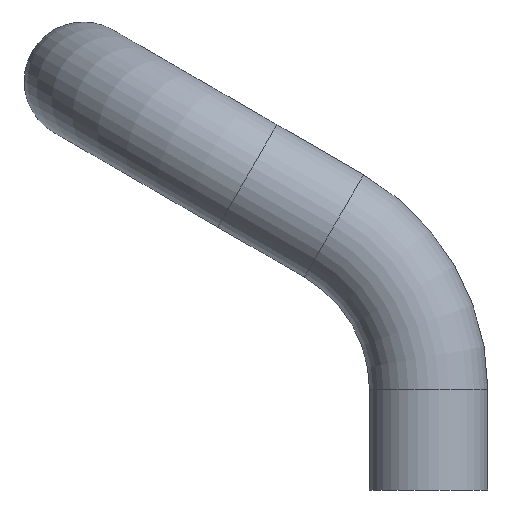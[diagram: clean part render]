
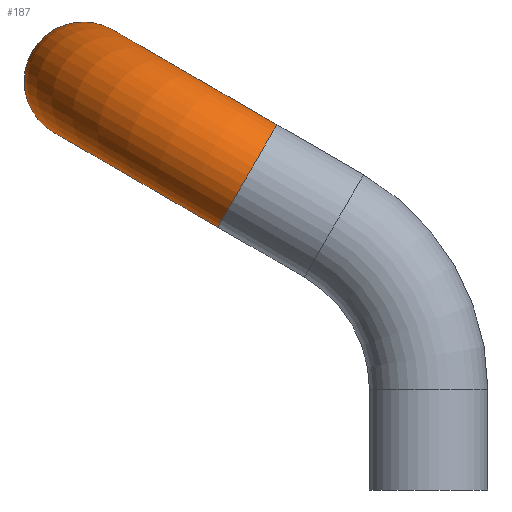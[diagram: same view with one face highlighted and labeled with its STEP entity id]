
A CAD part, left-side view. The second image highlights one B-rep face of the part: STEP entity #187.
In plain terms, the highlighted toroidal (fillet/blend) face has major radius 32 mm and minor radius 10 mm.
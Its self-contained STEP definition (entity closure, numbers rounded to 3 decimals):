
#33=FACE_OUTER_BOUND('',#44,.T.);
#44=EDGE_LOOP('',(#129,#130,#131,#132,#133,#134));
#63=CIRCLE('',#229,10.);
#64=CIRCLE('',#230,22.);
#65=CIRCLE('',#231,10.);
#66=CIRCLE('',#232,10.);
#67=CIRCLE('',#233,10.);
#82=VERTEX_POINT('',#341);
#83=VERTEX_POINT('',#342);
#84=VERTEX_POINT('',#344);
#85=VERTEX_POINT('',#346);
#101=EDGE_CURVE('',#82,#83,#63,.T.);
#102=EDGE_CURVE('',#83,#84,#64,.T.);
#103=EDGE_CURVE('',#84,#85,#65,.T.);
#104=EDGE_CURVE('',#85,#84,#66,.T.);
#105=EDGE_CURVE('',#83,#82,#67,.T.);
#129=ORIENTED_EDGE('',*,*,#101,.T.);
#130=ORIENTED_EDGE('',*,*,#102,.T.);
#131=ORIENTED_EDGE('',*,*,#103,.T.);
#132=ORIENTED_EDGE('',*,*,#104,.T.);
#133=ORIENTED_EDGE('',*,*,#102,.F.);
#134=ORIENTED_EDGE('',*,*,#105,.T.);
#171=TOROIDAL_SURFACE('',#228,32.,10.);
#187=ADVANCED_FACE('',(#33),#171,.T.);
#228=AXIS2_PLACEMENT_3D('',#340,#274,#275);
#229=AXIS2_PLACEMENT_3D('',#343,#276,#277);
#230=AXIS2_PLACEMENT_3D('',#345,#278,#279);
#231=AXIS2_PLACEMENT_3D('',#347,#280,#281);
#232=AXIS2_PLACEMENT_3D('',#348,#282,#283);
#233=AXIS2_PLACEMENT_3D('',#349,#284,#285);
#274=DIRECTION('center_axis',(0.,-0.5,0.866));
#275=DIRECTION('ref_axis',(0.,0.866,0.5));
#276=DIRECTION('center_axis',(0.,0.866,0.5));
#277=DIRECTION('ref_axis',(1.,0.,0.));
#278=DIRECTION('center_axis',(0.,0.5,-0.866));
#279=DIRECTION('ref_axis',(0.,0.866,0.5));
#280=DIRECTION('center_axis',(-1.,0.,0.));
#281=DIRECTION('ref_axis',(0.,0.,1.));
#282=DIRECTION('center_axis',(-1.,0.,0.));
#283=DIRECTION('ref_axis',(0.,0.,1.));
#284=DIRECTION('center_axis',(0.,0.866,0.5));
#285=DIRECTION('ref_axis',(1.,0.,0.));
#340=CARTESIAN_POINT('Origin',(32.,30.636,53.063));
#341=CARTESIAN_POINT('',(0.,35.636,44.403));
#342=CARTESIAN_POINT('',(10.,30.636,53.063));
#343=CARTESIAN_POINT('Origin',(0.,30.636,53.063));
#344=CARTESIAN_POINT('',(32.,49.688,64.063));
#345=CARTESIAN_POINT('Origin',(32.,30.636,53.063));
#346=CARTESIAN_POINT('',(32.,58.349,59.063));
#347=CARTESIAN_POINT('Origin',(32.,58.349,69.063));
#348=CARTESIAN_POINT('Origin',(32.,58.349,69.063));
#349=CARTESIAN_POINT('Origin',(0.,30.636,53.063));
